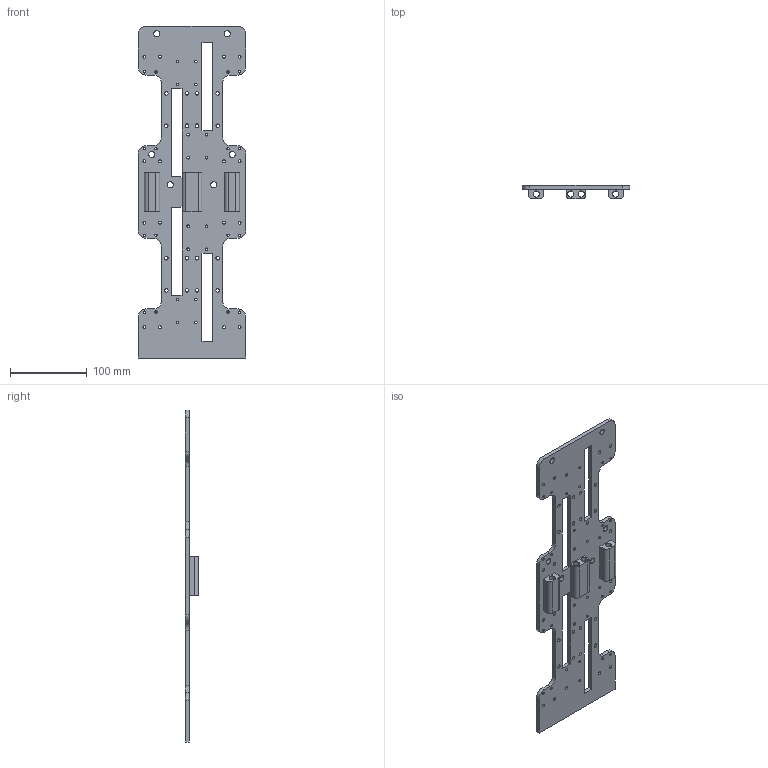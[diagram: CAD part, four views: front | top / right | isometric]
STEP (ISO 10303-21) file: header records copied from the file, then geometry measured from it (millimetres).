
FILE_DESCRIPTION (( 'STEP AP203' ), '1' );
FILE_NAME ('Chassis_Final_Ver1.STEP', '2025-09-03T20:18:35', ( '' ), ( '' ), 'SwSTEP 2.0', 'SolidWorks 2025', '' );
FILE_SCHEMA (( 'CONFIG_CONTROL_DESIGN' ));
Length unit declared in the file: centimetre
Products named in the file (1): Chassis_Final_Ver1
Bounding box: 140 x 17 x 433.03 mm (x, y, z)
Volume: 238879.6 mm3; surface area: 109641.2 mm2
Topology: 1 solids, 1 shells, 223 faces, 660 edges, 440 vertices
Faces by surface type: cylinder 172, plane 51
Entity records: 8027 total; most frequent: DIRECTION 1452, CARTESIAN_POINT 1324, ORIENTED_EDGE 1320, EDGE_CURVE 660, AXIS2_PLACEMENT_3D 568, VERTEX_POINT 440, EDGE_LOOP 380, CIRCLE 344
